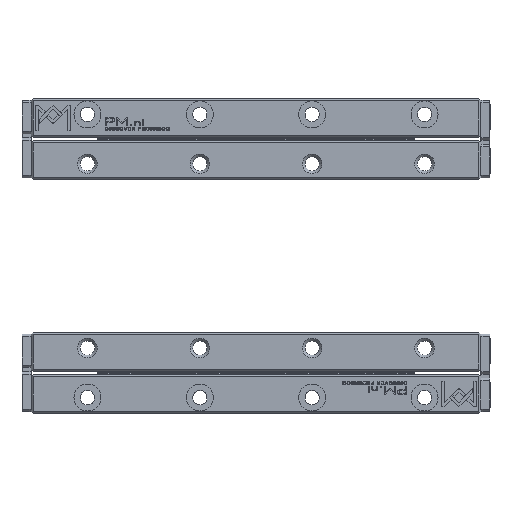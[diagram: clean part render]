
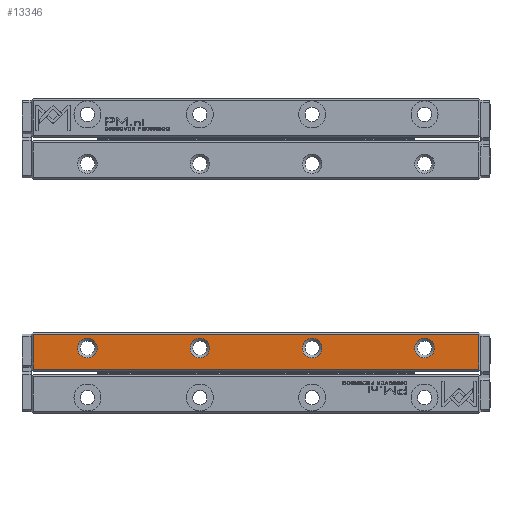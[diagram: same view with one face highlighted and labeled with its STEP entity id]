
A CAD part, top view. The second image highlights one B-rep face of the part: STEP entity #13346.
In plain terms, the highlighted planar face has unit normal (0, 0, 1).
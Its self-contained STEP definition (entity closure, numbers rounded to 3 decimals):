
#13346=ADVANCED_FACE('',(#21417,#21418,#21419,#21420,#21421),#16459,.T.);
#16459=PLANE('',#65949);
#17764=CIRCLE('',#65945,2.175);
#17765=CIRCLE('',#65946,2.175);
#17766=CIRCLE('',#65947,2.175);
#17767=CIRCLE('',#65948,2.175);
#21417=FACE_BOUND('',#23390,.T.);
#21418=FACE_BOUND('',#23391,.T.);
#21419=FACE_BOUND('',#23392,.T.);
#21420=FACE_BOUND('',#23393,.T.);
#21421=FACE_BOUND('',#23394,.T.);
#23390=EDGE_LOOP('',(#29144));
#23391=EDGE_LOOP('',(#29145));
#23392=EDGE_LOOP('',(#29146));
#23393=EDGE_LOOP('',(#29147));
#23394=EDGE_LOOP('',(#29148,#29149,#29150,#29151));
#29144=ORIENTED_EDGE('',*,*,#49914,.T.);
#29145=ORIENTED_EDGE('',*,*,#49915,.T.);
#29146=ORIENTED_EDGE('',*,*,#49916,.T.);
#29147=ORIENTED_EDGE('',*,*,#49917,.T.);
#29148=ORIENTED_EDGE('',*,*,#49918,.T.);
#29149=ORIENTED_EDGE('',*,*,#49919,.T.);
#29150=ORIENTED_EDGE('',*,*,#49920,.T.);
#29151=ORIENTED_EDGE('',*,*,#49921,.T.);
#44092=VERTEX_POINT('',#90467);
#44093=VERTEX_POINT('',#90469);
#44094=VERTEX_POINT('',#90471);
#44095=VERTEX_POINT('',#90473);
#44096=VERTEX_POINT('',#90475);
#44097=VERTEX_POINT('',#90476);
#44098=VERTEX_POINT('',#90478);
#44099=VERTEX_POINT('',#90480);
#49914=EDGE_CURVE('',#44092,#44092,#17764,.T.);
#49915=EDGE_CURVE('',#44093,#44093,#17765,.T.);
#49916=EDGE_CURVE('',#44094,#44094,#17766,.T.);
#49917=EDGE_CURVE('',#44095,#44095,#17767,.T.);
#49918=EDGE_CURVE('',#44096,#44097,#57656,.T.);
#49919=EDGE_CURVE('',#44097,#44098,#57657,.T.);
#49920=EDGE_CURVE('',#44098,#44099,#57658,.T.);
#49921=EDGE_CURVE('',#44099,#44096,#57659,.T.);
#57656=LINE('',#90474,#62064);
#57657=LINE('',#90477,#62065);
#57658=LINE('',#90479,#62066);
#57659=LINE('',#90481,#62067);
#62064=VECTOR('',#72593,1.);
#62065=VECTOR('',#72594,1.);
#62066=VECTOR('',#72595,1.);
#62067=VECTOR('',#72596,1.);
#65945=AXIS2_PLACEMENT_3D('',#90466,#72585,#72586);
#65946=AXIS2_PLACEMENT_3D('',#90468,#72587,#72588);
#65947=AXIS2_PLACEMENT_3D('',#90470,#72589,#72590);
#65948=AXIS2_PLACEMENT_3D('',#90472,#72591,#72592);
#65949=AXIS2_PLACEMENT_3D('',#90482,#72597,#72598);
#72585=DIRECTION('',(0.,0.,-1.));
#72586=DIRECTION('',(1.,0.,0.));
#72587=DIRECTION('',(0.,0.,-1.));
#72588=DIRECTION('',(1.,0.,0.));
#72589=DIRECTION('',(0.,0.,-1.));
#72590=DIRECTION('',(1.,0.,0.));
#72591=DIRECTION('',(0.,0.,-1.));
#72592=DIRECTION('',(1.,0.,0.));
#72593=DIRECTION('',(-1.,0.,0.));
#72594=DIRECTION('',(0.,-1.,0.));
#72595=DIRECTION('',(1.,0.,0.));
#72596=DIRECTION('',(0.,1.,0.));
#72597=DIRECTION('',(0.,0.,1.));
#72598=DIRECTION('',(1.,0.,0.));
#90466=CARTESIAN_POINT('',(87.5,14.5,8.));
#90467=CARTESIAN_POINT('',(89.675,14.5,8.));
#90468=CARTESIAN_POINT('',(62.5,14.5,8.));
#90469=CARTESIAN_POINT('',(64.675,14.5,8.));
#90470=CARTESIAN_POINT('',(37.5,14.5,8.));
#90471=CARTESIAN_POINT('',(39.675,14.5,8.));
#90472=CARTESIAN_POINT('',(12.5,14.5,8.));
#90473=CARTESIAN_POINT('',(14.675,14.5,8.));
#90474=CARTESIAN_POINT('',(50.,17.575,8.));
#90475=CARTESIAN_POINT('',(99.575,17.575,8.));
#90476=CARTESIAN_POINT('',(0.425,17.575,8.));
#90477=CARTESIAN_POINT('',(0.425,13.7,8.));
#90478=CARTESIAN_POINT('',(0.425,9.825,8.));
#90479=CARTESIAN_POINT('',(50.,9.825,8.));
#90480=CARTESIAN_POINT('',(99.575,9.825,8.));
#90481=CARTESIAN_POINT('',(99.575,13.7,8.));
#90482=CARTESIAN_POINT('',(50.,13.7,8.));
